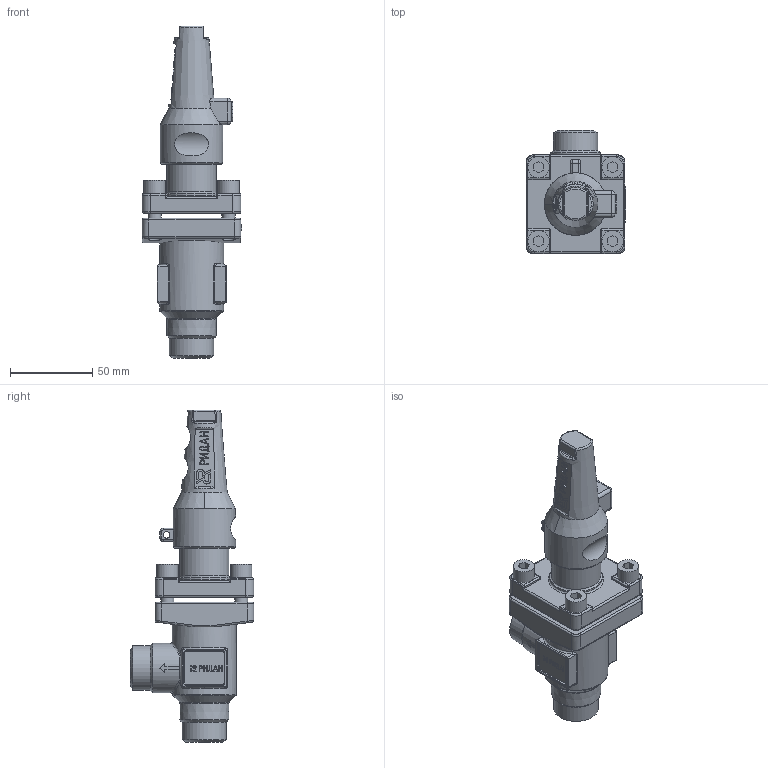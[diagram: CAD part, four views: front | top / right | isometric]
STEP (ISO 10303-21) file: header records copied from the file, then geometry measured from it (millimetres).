
FILE_DESCRIPTION(('TFLEX Exchange Step'),'2;1');
FILE_NAME('148B2020R_col.stp', '2024-08-13T15:02:53+03:00',('RUCO3378'),('Unknown organisation'),'TFLEX Exchange 2024.4','T-FLEX CAD','Unknown authorisation');
FILE_SCHEMA( ('AP242_MANAGED_MODEL_BASED_3D_ENGINEERING_MIM_LF {1 0 10303 442 1 1 4 }') );
Length unit declared in the file: millimetre
Products named in the file (1): Assembly
Bounding box: 60.5 x 75 x 202 mm (x, y, z)
Volume: 194042.2 mm3; surface area: 55410.7 mm2
Topology: 1 solids, 2 shells, 1078 faces, 2800 edges, 1774 vertices
Faces by surface type: plane 478, bspline 351, cylinder 157, torus 50, sphere 28, cone 14
Full cylindrical faces by diameter (mm): 4 x1, 8 x8, 12 x1, 13 x4, 19 x2, 27 x2, 28 x1, 30 x2, 32 x1, 38 x1, 38.96 x1
Entity records: 40380 total; most frequent: CARTESIAN_POINT 16207, ORIENTED_EDGE 5544, DIRECTION 3846, EDGE_CURVE 2772, VERTEX_POINT 1774, VECTOR 1596, LINE 1596, EDGE_LOOP 1166
